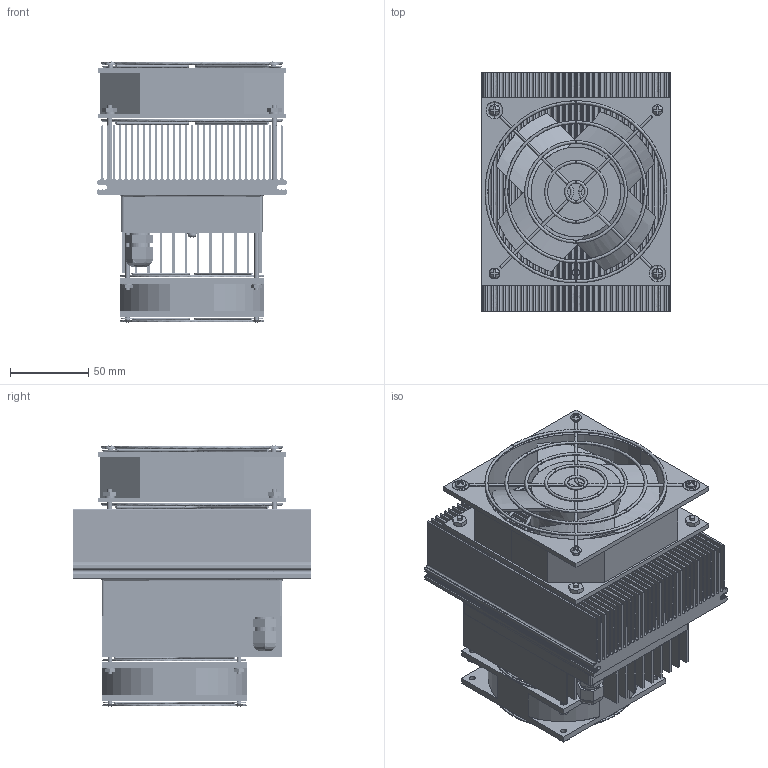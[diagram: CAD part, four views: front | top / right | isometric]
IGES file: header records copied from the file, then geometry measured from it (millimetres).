
Start section: SolidWorks IGES file using analytic representation for surfaces
Global section: file name: AHP-250.IGS; native system: SolidWorks 2016; preprocessor: SolidWorks 2016; author: Afshin; date: 160510.115347; units: inch
Bounding box: 120.55 x 152.4 x 166.96 mm (x, y, z)
Surface area: 612242.6 mm2 (no closed solid volume)
Topology: 0 solids, 0 shells, 1346 faces, 17358 edges, 17309 vertices
Faces by surface type: bspline 859, revolution 487
